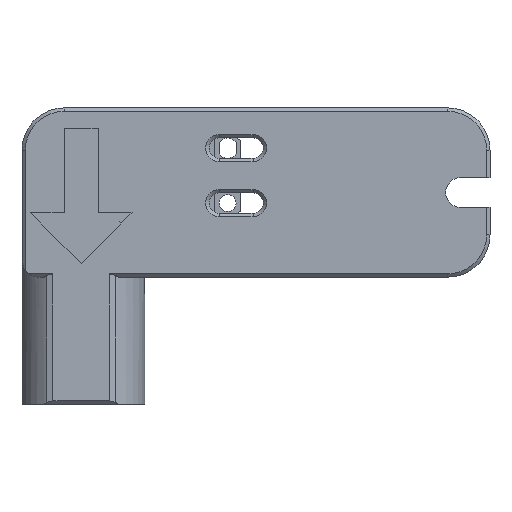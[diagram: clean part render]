
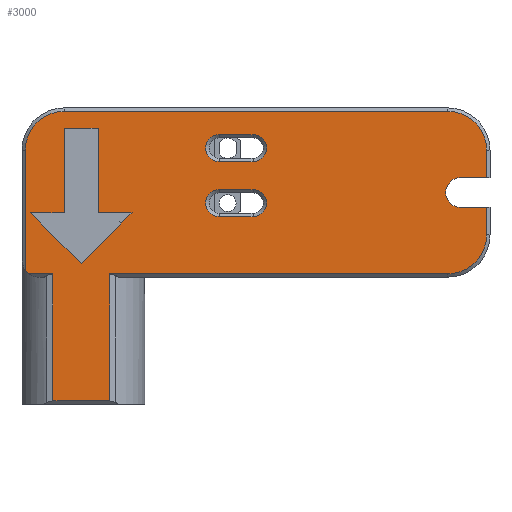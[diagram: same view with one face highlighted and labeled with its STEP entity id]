
A CAD part, front view. The second image highlights one B-rep face of the part: STEP entity #3000.
In plain terms, the highlighted planar face has unit normal (0, -1, 0).
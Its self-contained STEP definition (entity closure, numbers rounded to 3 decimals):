
#98=FACE_BOUND('',#1154,.T.);
#99=FACE_BOUND('',#1155,.T.);
#100=FACE_BOUND('',#1156,.T.);
#160=PLANE('',#3274);
#343=LINE('',#4684,#642);
#348=LINE('',#4698,#647);
#354=LINE('',#4718,#653);
#355=LINE('',#4720,#654);
#356=LINE('',#4722,#655);
#357=LINE('',#4724,#656);
#358=LINE('',#4726,#657);
#359=LINE('',#4730,#658);
#360=LINE('',#4732,#659);
#361=LINE('',#4736,#660);
#362=LINE('',#4738,#661);
#363=LINE('',#4742,#662);
#364=LINE('',#4745,#663);
#365=LINE('',#4748,#664);
#366=LINE('',#4752,#665);
#367=LINE('',#4756,#666);
#368=LINE('',#4758,#667);
#369=LINE('',#4760,#668);
#370=LINE('',#4762,#669);
#371=LINE('',#4764,#670);
#372=LINE('',#4766,#671);
#373=LINE('',#4767,#672);
#642=VECTOR('',#3795,10.);
#647=VECTOR('',#3808,10.);
#653=VECTOR('',#3830,10.);
#654=VECTOR('',#3831,10.);
#655=VECTOR('',#3832,10.);
#656=VECTOR('',#3833,10.);
#657=VECTOR('',#3834,10.);
#658=VECTOR('',#3837,10.);
#659=VECTOR('',#3838,10.);
#660=VECTOR('',#3841,10.);
#661=VECTOR('',#3842,10.);
#662=VECTOR('',#3845,10.);
#663=VECTOR('',#3848,10.);
#664=VECTOR('',#3849,10.);
#665=VECTOR('',#3852,10.);
#666=VECTOR('',#3855,10.);
#667=VECTOR('',#3856,10.);
#668=VECTOR('',#3857,10.);
#669=VECTOR('',#3858,10.);
#670=VECTOR('',#3859,10.);
#671=VECTOR('',#3860,10.);
#672=VECTOR('',#3861,10.);
#973=FACE_OUTER_BOUND('',#1153,.T.);
#1153=EDGE_LOOP('',(#2402,#2403,#2404,#2405,#2406,#2407,#2408,#2409,#2410,
#2411,#2412,#2413,#2414,#2415,#2416,#2417));
#1154=EDGE_LOOP('',(#2418,#2419,#2420,#2421));
#1155=EDGE_LOOP('',(#2422,#2423,#2424,#2425,#2426,#2427,#2428));
#1156=EDGE_LOOP('',(#2429,#2430,#2431,#2432));
#1284=CIRCLE('',#3265,1.6);
#1286=CIRCLE('',#3269,1.6);
#1289=CIRCLE('',#3275,2.);
#1290=CIRCLE('',#3276,4.6);
#1291=CIRCLE('',#3277,1.75);
#1292=CIRCLE('',#3278,4.6);
#1293=CIRCLE('',#3279,4.6);
#1294=CIRCLE('',#3280,1.6);
#1295=CIRCLE('',#3281,1.6);
#1464=VERTEX_POINT('',#4681);
#1465=VERTEX_POINT('',#4683);
#1468=VERTEX_POINT('',#4690);
#1470=VERTEX_POINT('',#4696);
#1474=VERTEX_POINT('',#4714);
#1475=VERTEX_POINT('',#4715);
#1476=VERTEX_POINT('',#4717);
#1477=VERTEX_POINT('',#4719);
#1478=VERTEX_POINT('',#4721);
#1479=VERTEX_POINT('',#4723);
#1480=VERTEX_POINT('',#4725);
#1481=VERTEX_POINT('',#4727);
#1482=VERTEX_POINT('',#4729);
#1483=VERTEX_POINT('',#4731);
#1484=VERTEX_POINT('',#4733);
#1485=VERTEX_POINT('',#4735);
#1486=VERTEX_POINT('',#4737);
#1487=VERTEX_POINT('',#4739);
#1488=VERTEX_POINT('',#4741);
#1489=VERTEX_POINT('',#4743);
#1490=VERTEX_POINT('',#4746);
#1491=VERTEX_POINT('',#4747);
#1492=VERTEX_POINT('',#4749);
#1493=VERTEX_POINT('',#4751);
#1494=VERTEX_POINT('',#4754);
#1495=VERTEX_POINT('',#4755);
#1496=VERTEX_POINT('',#4757);
#1497=VERTEX_POINT('',#4759);
#1498=VERTEX_POINT('',#4761);
#1499=VERTEX_POINT('',#4763);
#1500=VERTEX_POINT('',#4765);
#1795=EDGE_CURVE('',#1464,#1465,#343,.T.);
#1799=EDGE_CURVE('',#1468,#1464,#1284,.T.);
#1802=EDGE_CURVE('',#1470,#1468,#348,.T.);
#1804=EDGE_CURVE('',#1465,#1470,#1286,.T.);
#1811=EDGE_CURVE('',#1474,#1475,#1289,.T.);
#1812=EDGE_CURVE('',#1476,#1474,#354,.T.);
#1813=EDGE_CURVE('',#1477,#1476,#355,.T.);
#1814=EDGE_CURVE('',#1478,#1477,#356,.T.);
#1815=EDGE_CURVE('',#1479,#1478,#357,.T.);
#1816=EDGE_CURVE('',#1480,#1479,#358,.T.);
#1817=EDGE_CURVE('',#1481,#1480,#1290,.T.);
#1818=EDGE_CURVE('',#1482,#1481,#359,.T.);
#1819=EDGE_CURVE('',#1482,#1483,#360,.T.);
#1820=EDGE_CURVE('',#1483,#1484,#1291,.T.);
#1821=EDGE_CURVE('',#1484,#1485,#361,.T.);
#1822=EDGE_CURVE('',#1486,#1485,#362,.T.);
#1823=EDGE_CURVE('',#1487,#1486,#1292,.T.);
#1824=EDGE_CURVE('',#1488,#1487,#363,.T.);
#1825=EDGE_CURVE('',#1489,#1488,#1293,.T.);
#1826=EDGE_CURVE('',#1475,#1489,#364,.T.);
#1827=EDGE_CURVE('',#1490,#1491,#365,.T.);
#1828=EDGE_CURVE('',#1492,#1490,#1294,.T.);
#1829=EDGE_CURVE('',#1493,#1492,#366,.T.);
#1830=EDGE_CURVE('',#1491,#1493,#1295,.T.);
#1831=EDGE_CURVE('',#1494,#1495,#367,.T.);
#1832=EDGE_CURVE('',#1495,#1496,#368,.T.);
#1833=EDGE_CURVE('',#1496,#1497,#369,.T.);
#1834=EDGE_CURVE('',#1497,#1498,#370,.T.);
#1835=EDGE_CURVE('',#1498,#1499,#371,.T.);
#1836=EDGE_CURVE('',#1499,#1500,#372,.T.);
#1837=EDGE_CURVE('',#1500,#1494,#373,.T.);
#2402=ORIENTED_EDGE('',*,*,#1811,.F.);
#2403=ORIENTED_EDGE('',*,*,#1812,.F.);
#2404=ORIENTED_EDGE('',*,*,#1813,.F.);
#2405=ORIENTED_EDGE('',*,*,#1814,.F.);
#2406=ORIENTED_EDGE('',*,*,#1815,.F.);
#2407=ORIENTED_EDGE('',*,*,#1816,.F.);
#2408=ORIENTED_EDGE('',*,*,#1817,.F.);
#2409=ORIENTED_EDGE('',*,*,#1818,.F.);
#2410=ORIENTED_EDGE('',*,*,#1819,.T.);
#2411=ORIENTED_EDGE('',*,*,#1820,.T.);
#2412=ORIENTED_EDGE('',*,*,#1821,.T.);
#2413=ORIENTED_EDGE('',*,*,#1822,.F.);
#2414=ORIENTED_EDGE('',*,*,#1823,.F.);
#2415=ORIENTED_EDGE('',*,*,#1824,.F.);
#2416=ORIENTED_EDGE('',*,*,#1825,.F.);
#2417=ORIENTED_EDGE('',*,*,#1826,.F.);
#2418=ORIENTED_EDGE('',*,*,#1827,.F.);
#2419=ORIENTED_EDGE('',*,*,#1828,.F.);
#2420=ORIENTED_EDGE('',*,*,#1829,.F.);
#2421=ORIENTED_EDGE('',*,*,#1830,.F.);
#2422=ORIENTED_EDGE('',*,*,#1831,.T.);
#2423=ORIENTED_EDGE('',*,*,#1832,.T.);
#2424=ORIENTED_EDGE('',*,*,#1833,.T.);
#2425=ORIENTED_EDGE('',*,*,#1834,.T.);
#2426=ORIENTED_EDGE('',*,*,#1835,.T.);
#2427=ORIENTED_EDGE('',*,*,#1836,.T.);
#2428=ORIENTED_EDGE('',*,*,#1837,.T.);
#2429=ORIENTED_EDGE('',*,*,#1795,.F.);
#2430=ORIENTED_EDGE('',*,*,#1799,.F.);
#2431=ORIENTED_EDGE('',*,*,#1802,.F.);
#2432=ORIENTED_EDGE('',*,*,#1804,.F.);
#3000=ADVANCED_FACE('',(#973,#98,#99,#100),#160,.F.);
#3265=AXIS2_PLACEMENT_3D('',#4692,#3801,#3802);
#3269=AXIS2_PLACEMENT_3D('',#4701,#3812,#3813);
#3274=AXIS2_PLACEMENT_3D('',#4713,#3826,#3827);
#3275=AXIS2_PLACEMENT_3D('',#4716,#3828,#3829);
#3276=AXIS2_PLACEMENT_3D('',#4728,#3835,#3836);
#3277=AXIS2_PLACEMENT_3D('',#4734,#3839,#3840);
#3278=AXIS2_PLACEMENT_3D('',#4740,#3843,#3844);
#3279=AXIS2_PLACEMENT_3D('',#4744,#3846,#3847);
#3280=AXIS2_PLACEMENT_3D('',#4750,#3850,#3851);
#3281=AXIS2_PLACEMENT_3D('',#4753,#3853,#3854);
#3795=DIRECTION('',(1.,0.,0.));
#3801=DIRECTION('center_axis',(0.,-1.,0.));
#3802=DIRECTION('ref_axis',(0.,0.,1.));
#3808=DIRECTION('',(-1.,0.,0.));
#3812=DIRECTION('center_axis',(0.,-1.,0.));
#3813=DIRECTION('ref_axis',(0.,0.,-1.));
#3826=DIRECTION('center_axis',(0.,1.,0.));
#3827=DIRECTION('ref_axis',(1.,0.,0.));
#3828=DIRECTION('center_axis',(0.,1.,0.));
#3829=DIRECTION('ref_axis',(-0.707,0.,-0.707));
#3830=DIRECTION('',(-1.,0.,0.));
#3831=DIRECTION('',(0.,0.,1.));
#3832=DIRECTION('',(-1.,0.,0.));
#3833=DIRECTION('',(0.,0.,-1.));
#3834=DIRECTION('',(-1.,0.,0.));
#3835=DIRECTION('center_axis',(0.,1.,0.));
#3836=DIRECTION('ref_axis',(0.707,0.,-0.707));
#3837=DIRECTION('',(0.,0.,-1.));
#3838=DIRECTION('',(-1.,0.,0.));
#3839=DIRECTION('center_axis',(0.,1.,0.));
#3840=DIRECTION('ref_axis',(0.,0.,-1.));
#3841=DIRECTION('',(1.,0.,0.));
#3842=DIRECTION('',(0.,0.,-1.));
#3843=DIRECTION('center_axis',(0.,1.,0.));
#3844=DIRECTION('ref_axis',(0.707,0.,0.707));
#3845=DIRECTION('',(1.,0.,0.));
#3846=DIRECTION('center_axis',(0.,1.,0.));
#3847=DIRECTION('ref_axis',(-0.707,0.,0.707));
#3848=DIRECTION('',(0.,0.,1.));
#3849=DIRECTION('',(1.,0.,0.));
#3850=DIRECTION('center_axis',(0.,-1.,0.));
#3851=DIRECTION('ref_axis',(0.,0.,1.));
#3852=DIRECTION('',(-1.,0.,0.));
#3853=DIRECTION('center_axis',(0.,-1.,0.));
#3854=DIRECTION('ref_axis',(0.,0.,-1.));
#3855=DIRECTION('',(1.,0.,0.));
#3856=DIRECTION('',(-0.707,0.,-0.707));
#3857=DIRECTION('',(-0.707,0.,0.707));
#3858=DIRECTION('',(1.,0.,0.));
#3859=DIRECTION('',(0.,0.,1.));
#3860=DIRECTION('',(1.,0.,0.));
#3861=DIRECTION('',(0.,0.,-1.));
#4681=CARTESIAN_POINT('',(-19.,-4.,7.15));
#4683=CARTESIAN_POINT('',(-15.,-4.,7.15));
#4684=CARTESIAN_POINT('',(-5.25,-4.,7.15));
#4690=CARTESIAN_POINT('',(-19.,-4.,10.35));
#4692=CARTESIAN_POINT('Origin',(-19.,-4.,8.75));
#4696=CARTESIAN_POINT('',(-15.,-4.,10.35));
#4698=CARTESIAN_POINT('',(-7.25,-4.,10.35));
#4701=CARTESIAN_POINT('Origin',(-15.,-4.,8.75));
#4713=CARTESIAN_POINT('Origin',(4.5,-4.,10.));
#4714=CARTESIAN_POINT('',(-41.5,-4.,0.4));
#4715=CARTESIAN_POINT('',(-41.9,-4.,0.8));
#4716=CARTESIAN_POINT('Origin',(-40.3,-4.,2.));
#4717=CARTESIAN_POINT('',(-38.642,-4.,0.4));
#4718=CARTESIAN_POINT('',(0.25,-4.,0.4));
#4719=CARTESIAN_POINT('',(-38.642,-4.,-14.6));
#4720=CARTESIAN_POINT('',(-38.642,-4.,0.));
#4721=CARTESIAN_POINT('',(-31.958,-4.,-14.6));
#4722=CARTESIAN_POINT('',(-15.4,-4.,-14.6));
#4723=CARTESIAN_POINT('',(-31.958,-4.,0.4));
#4724=CARTESIAN_POINT('',(-31.958,-4.,0.));
#4725=CARTESIAN_POINT('',(8.,-4.,0.4));
#4726=CARTESIAN_POINT('',(0.25,-4.,0.4));
#4727=CARTESIAN_POINT('',(12.6,-4.,5.));
#4728=CARTESIAN_POINT('Origin',(8.,-4.,5.));
#4729=CARTESIAN_POINT('',(12.6,-4.,8.25));
#4730=CARTESIAN_POINT('',(12.6,-4.,5.));
#4731=CARTESIAN_POINT('',(9.5,-4.,8.25));
#4732=CARTESIAN_POINT('',(13.,-4.,8.25));
#4733=CARTESIAN_POINT('',(9.5,-4.,11.75));
#4734=CARTESIAN_POINT('Origin',(9.5,-4.,10.));
#4735=CARTESIAN_POINT('',(12.6,-4.,11.75));
#4736=CARTESIAN_POINT('',(9.5,-4.,11.75));
#4737=CARTESIAN_POINT('',(12.6,-4.,15.));
#4738=CARTESIAN_POINT('',(12.6,-4.,10.875));
#4739=CARTESIAN_POINT('',(8.,-4.,19.6));
#4740=CARTESIAN_POINT('Origin',(8.,-4.,15.));
#4741=CARTESIAN_POINT('',(-37.3,-4.,19.6));
#4742=CARTESIAN_POINT('',(8.75,-4.,19.6));
#4743=CARTESIAN_POINT('',(-41.9,-4.,15.));
#4744=CARTESIAN_POINT('Origin',(-37.3,-4.,15.));
#4745=CARTESIAN_POINT('',(-41.9,-4.,5.));
#4746=CARTESIAN_POINT('',(-19.,-4.,13.65));
#4747=CARTESIAN_POINT('',(-15.,-4.,13.65));
#4748=CARTESIAN_POINT('',(-5.25,-4.,13.65));
#4749=CARTESIAN_POINT('',(-19.,-4.,16.85));
#4750=CARTESIAN_POINT('Origin',(-19.,-4.,15.25));
#4751=CARTESIAN_POINT('',(-15.,-4.,16.85));
#4752=CARTESIAN_POINT('',(-7.25,-4.,16.85));
#4753=CARTESIAN_POINT('Origin',(-15.,-4.,15.25));
#4754=CARTESIAN_POINT('',(-33.3,-4.,7.6));
#4755=CARTESIAN_POINT('',(-29.3,-4.,7.6));
#4756=CARTESIAN_POINT('',(-14.4,-4.,7.6));
#4757=CARTESIAN_POINT('',(-35.3,-4.,1.6));
#4758=CARTESIAN_POINT('',(-20.25,-4.,16.65));
#4759=CARTESIAN_POINT('',(-41.3,-4.,7.6));
#4760=CARTESIAN_POINT('',(-27.45,-4.,-6.25));
#4761=CARTESIAN_POINT('',(-37.3,-4.,7.6));
#4762=CARTESIAN_POINT('',(-18.4,-4.,7.6));
#4763=CARTESIAN_POINT('',(-37.3,-4.,17.6));
#4764=CARTESIAN_POINT('',(-37.3,-4.,8.8));
#4765=CARTESIAN_POINT('',(-33.3,-4.,17.6));
#4766=CARTESIAN_POINT('',(-16.4,-4.,17.6));
#4767=CARTESIAN_POINT('',(-33.3,-4.,13.8));
